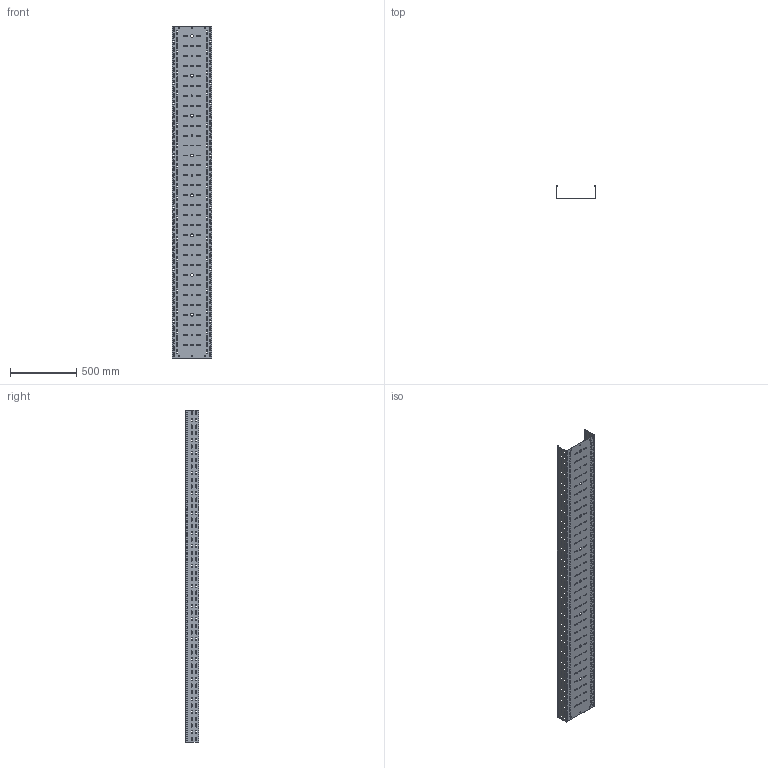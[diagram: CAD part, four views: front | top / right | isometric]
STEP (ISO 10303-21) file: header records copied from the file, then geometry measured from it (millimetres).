
FILE_DESCRIPTION (( 'STEP AP203' ), '1' );
FILE_NAME ('CLP10-100-300-150-D25 Ëîòîê ïåðôîðèðîâàííûé ESCA 100õ300õ2500-1,5 IEK.STEP', '2021-10-04T12:26:34', ( '' ), ( '' ), 'SwSTEP 2.0', 'SolidWorks 2017', '' );
FILE_SCHEMA (( 'CONFIG_CONTROL_DESIGN' ));
Length unit declared in the file: millimetre
Products named in the file (1): CLP10-100-300-150-D25 Ëîòîê ïåðôîðèðîâàííûé ESCA 100õ300õ2500-1,5 IEK
Bounding box: 300 x 99.97 x 2500 mm (x, y, z)
Volume: 1974135.9 mm3; surface area: 2412313.5 mm2
Topology: 1 solids, 1 shells, 2426 faces, 7272 edges, 4848 vertices
Faces by surface type: cylinder 1410, plane 1016
Entity records: 84913 total; most frequent: DIRECTION 14946, CARTESIAN_POINT 14547, ORIENTED_EDGE 14544, EDGE_CURVE 7272, AXIS2_PLACEMENT_3D 5247, VERTEX_POINT 4848, LINE 4452, VECTOR 4452
